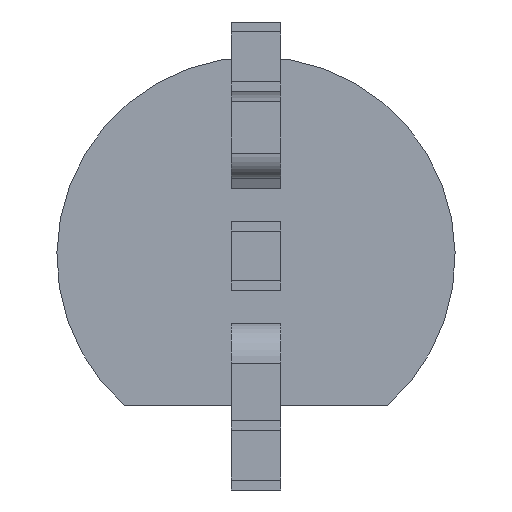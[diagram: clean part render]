
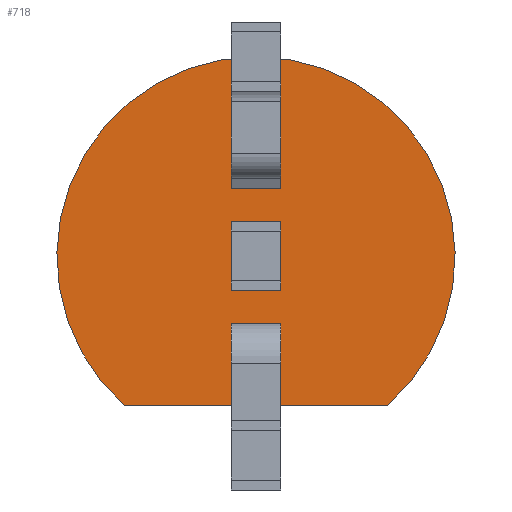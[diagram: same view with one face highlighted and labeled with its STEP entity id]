
A CAD part, front view. The second image highlights one B-rep face of the part: STEP entity #718.
In plain terms, the highlighted planar face has unit normal (0, -1, 0).
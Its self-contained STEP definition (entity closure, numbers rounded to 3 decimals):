
#346 = EDGE_CURVE ( 'NONE', #347, #21256, #4387, .T. ) ;
#347 = VERTEX_POINT ( 'NONE', #4383 ) ;
#478 = VERTEX_POINT ( 'NONE', #4807 ) ;
#479 = ORIENTED_EDGE ( 'NONE', *, *, #558, .F. ) ;
#486 = VERTEX_POINT ( 'NONE', #4835 ) ;
#487 = EDGE_CURVE ( 'NONE', #486, #478, #4836, .T. ) ;
#501 = ORIENTED_EDGE ( 'NONE', *, *, #502, .T. ) ;
#502 = EDGE_CURVE ( 'NONE', #568, #478, #4938, .T. ) ;
#503 = EDGE_LOOP ( 'NONE', ( #522, #569 ) ) ;
#504 = EDGE_CURVE ( 'NONE', #560, #568, #4934, .T. ) ;
#522 = ORIENTED_EDGE ( 'NONE', *, *, #827, .T. ) ;
#558 = EDGE_CURVE ( 'NONE', #560, #486, #5077, .T. ) ;
#559 = ORIENTED_EDGE ( 'NONE', *, *, #504, .T. ) ;
#560 = VERTEX_POINT ( 'NONE', #5073 ) ;
#568 = VERTEX_POINT ( 'NONE', #5113 ) ;
#569 = ORIENTED_EDGE ( 'NONE', *, *, #760, .F. ) ;
#706 = EDGE_CURVE ( 'NONE', #792, #707, #5469, .T. ) ;
#707 = VERTEX_POINT ( 'NONE', #5465 ) ;
#708 = ORIENTED_EDGE ( 'NONE', *, *, #709, .F. ) ;
#709 = EDGE_CURVE ( 'NONE', #789, #707, #5464, .T. ) ;
#710 = EDGE_LOOP ( 'NONE', ( #711, #777, #779, #822 ) ) ;
#711 = ORIENTED_EDGE ( 'NONE', *, *, #775, .F. ) ;
#712 = VERTEX_POINT ( 'NONE', #5460 ) ;
#718 = ADVANCED_FACE ( 'NONE', ( #5453, #5452, #5451, #5450 ), #5501, .F. ) ;
#719 = ORIENTED_EDGE ( 'NONE', *, *, #787, .F. ) ;
#760 = EDGE_CURVE ( 'NONE', #828, #766, #5569, .T. ) ;
#764 = EDGE_LOOP ( 'NONE', ( #719, #790, #793, #708 ) ) ;
#766 = VERTEX_POINT ( 'NONE', #5564 ) ;
#775 = EDGE_CURVE ( 'NONE', #347, #712, #5612, .T. ) ;
#777 = ORIENTED_EDGE ( 'NONE', *, *, #346, .T. ) ;
#779 = ORIENTED_EDGE ( 'NONE', *, *, #780, .T. ) ;
#780 = EDGE_CURVE ( 'NONE', #21256, #781, #5606, .T. ) ;
#781 = VERTEX_POINT ( 'NONE', #5602 ) ;
#787 = EDGE_CURVE ( 'NONE', #788, #789, #5652, .T. ) ;
#788 = VERTEX_POINT ( 'NONE', #5648 ) ;
#789 = VERTEX_POINT ( 'NONE', #5647 ) ;
#790 = ORIENTED_EDGE ( 'NONE', *, *, #791, .T. ) ;
#791 = EDGE_CURVE ( 'NONE', #788, #792, #5646, .T. ) ;
#792 = VERTEX_POINT ( 'NONE', #5642 ) ;
#793 = ORIENTED_EDGE ( 'NONE', *, *, #706, .T. ) ;
#822 = ORIENTED_EDGE ( 'NONE', *, *, #20916, .F. ) ;
#827 = EDGE_CURVE ( 'NONE', #828, #766, #5717, .T. ) ;
#828 = VERTEX_POINT ( 'NONE', #5772 ) ;
#4383 = CARTESIAN_POINT ( 'NONE',  ( 0.25, 0., 0.25 ) ) ;
#4384 = DIRECTION ( 'NONE',  ( 0., 0., -1. ) ) ;
#4385 = VECTOR ( 'NONE', #4384, 1000. ) ;
#4386 = CARTESIAN_POINT ( 'NONE',  ( 0.25, 0., -23.945 ) ) ;
#4387 = LINE ( 'NONE', #4386, #4385 ) ;
#4807 = CARTESIAN_POINT ( 'NONE',  ( -0.25, 0., 1.177 ) ) ;
#4835 = CARTESIAN_POINT ( 'NONE',  ( 0.25, 0., 1.177 ) ) ;
#4836 = LINE ( 'NONE', #4895, #4894 ) ;
#4893 = DIRECTION ( 'NONE',  ( -1., 0., 0. ) ) ;
#4894 = VECTOR ( 'NONE', #4893, 1000. ) ;
#4895 = CARTESIAN_POINT ( 'NONE',  ( 0.25, 0., 1.177 ) ) ;
#4931 = DIRECTION ( 'NONE',  ( -1., 0., 0. ) ) ;
#4932 = VECTOR ( 'NONE', #4931, 1000. ) ;
#4933 = CARTESIAN_POINT ( 'NONE',  ( 0.25, 0., 0.677 ) ) ;
#4934 = LINE ( 'NONE', #4933, #4932 ) ;
#4935 = DIRECTION ( 'NONE',  ( 0., 0., 1. ) ) ;
#4936 = VECTOR ( 'NONE', #4935, 1000. ) ;
#4937 = CARTESIAN_POINT ( 'NONE',  ( -0.25, 0., -23.945 ) ) ;
#4938 = LINE ( 'NONE', #4937, #4936 ) ;
#5073 = CARTESIAN_POINT ( 'NONE',  ( 0.25, 0., 0.677 ) ) ;
#5074 = DIRECTION ( 'NONE',  ( 0., 0., 1. ) ) ;
#5075 = VECTOR ( 'NONE', #5074, 1000. ) ;
#5076 = CARTESIAN_POINT ( 'NONE',  ( 0.25, 0., -23.945 ) ) ;
#5077 = LINE ( 'NONE', #5076, #5075 ) ;
#5113 = CARTESIAN_POINT ( 'NONE',  ( -0.25, 0., 0.677 ) ) ;
#5450 = FACE_OUTER_BOUND ( 'NONE', #503, .T. ) ;
#5451 = FACE_BOUND ( 'NONE', #20878, .T. ) ;
#5452 = FACE_BOUND ( 'NONE', #710, .T. ) ;
#5453 = FACE_BOUND ( 'NONE', #764, .T. ) ;
#5460 = CARTESIAN_POINT ( 'NONE',  ( -0.25, 0., 0.25 ) ) ;
#5461 = DIRECTION ( 'NONE',  ( 0., 0., -1. ) ) ;
#5462 = VECTOR ( 'NONE', #5461, 1000. ) ;
#5463 = CARTESIAN_POINT ( 'NONE',  ( -0.25, 0., -23.945 ) ) ;
#5464 = LINE ( 'NONE', #5463, #5462 ) ;
#5465 = CARTESIAN_POINT ( 'NONE',  ( -0.25, 0., -1.177 ) ) ;
#5466 = DIRECTION ( 'NONE',  ( -1., 0., 0. ) ) ;
#5467 = VECTOR ( 'NONE', #5466, 1000. ) ;
#5468 = CARTESIAN_POINT ( 'NONE',  ( 0.25, 0., -1.177 ) ) ;
#5469 = LINE ( 'NONE', #5468, #5467 ) ;
#5497 = DIRECTION ( 'NONE',  ( 0., 0., 1. ) ) ;
#5498 = DIRECTION ( 'NONE',  ( 0., 1., 0. ) ) ;
#5499 = CARTESIAN_POINT ( 'NONE',  ( -4.541, 0., 0. ) ) ;
#5500 = AXIS2_PLACEMENT_3D ( 'NONE', #5499, #5498, #5497 ) ;
#5501 = PLANE ( 'NONE',  #5500 ) ;
#5564 = CARTESIAN_POINT ( 'NONE',  ( 1.323, 0., -1.5 ) ) ;
#5565 = DIRECTION ( 'NONE',  ( 0., 0., 1. ) ) ;
#5566 = DIRECTION ( 'NONE',  ( 0., 1., 0. ) ) ;
#5567 = CARTESIAN_POINT ( 'NONE',  ( 0., 0., 0. ) ) ;
#5568 = AXIS2_PLACEMENT_3D ( 'NONE', #5567, #5566, #5565 ) ;
#5569 = CIRCLE ( 'NONE', #5568, 2. ) ;
#5602 = CARTESIAN_POINT ( 'NONE',  ( -0.25, 0., -0.25 ) ) ;
#5603 = DIRECTION ( 'NONE',  ( -1., 0., 0. ) ) ;
#5604 = VECTOR ( 'NONE', #5603, 1000. ) ;
#5605 = CARTESIAN_POINT ( 'NONE',  ( 0.25, 0., -0.25 ) ) ;
#5606 = LINE ( 'NONE', #5605, #5604 ) ;
#5609 = DIRECTION ( 'NONE',  ( -1., 0., 0. ) ) ;
#5610 = VECTOR ( 'NONE', #5609, 1000. ) ;
#5611 = CARTESIAN_POINT ( 'NONE',  ( 0.25, 0., 0.25 ) ) ;
#5612 = LINE ( 'NONE', #5611, #5610 ) ;
#5642 = CARTESIAN_POINT ( 'NONE',  ( 0.25, 0., -1.177 ) ) ;
#5643 = DIRECTION ( 'NONE',  ( 0., 0., -1. ) ) ;
#5644 = VECTOR ( 'NONE', #5643, 1000. ) ;
#5645 = CARTESIAN_POINT ( 'NONE',  ( 0.25, 0., -23.945 ) ) ;
#5646 = LINE ( 'NONE', #5645, #5644 ) ;
#5647 = CARTESIAN_POINT ( 'NONE',  ( -0.25, 0., -0.677 ) ) ;
#5648 = CARTESIAN_POINT ( 'NONE',  ( 0.25, 0., -0.677 ) ) ;
#5649 = DIRECTION ( 'NONE',  ( -1., 0., 0. ) ) ;
#5650 = VECTOR ( 'NONE', #5649, 1000. ) ;
#5651 = CARTESIAN_POINT ( 'NONE',  ( 0.25, 0., -0.677 ) ) ;
#5652 = LINE ( 'NONE', #5651, #5650 ) ;
#5710 = DIRECTION ( 'NONE',  ( 1., 0., 0. ) ) ;
#5711 = VECTOR ( 'NONE', #5710, 1000. ) ;
#5712 = CARTESIAN_POINT ( 'NONE',  ( -4.541, 0., -1.5 ) ) ;
#5717 = LINE ( 'NONE', #5712, #5711 ) ;
#5772 = CARTESIAN_POINT ( 'NONE',  ( -1.323, 0., -1.5 ) ) ;
#19309 = DIRECTION ( 'NONE',  ( 0., 0., -1. ) ) ;
#19310 = VECTOR ( 'NONE', #19309, 1000. ) ;
#19311 = CARTESIAN_POINT ( 'NONE',  ( -0.25, 0., -23.945 ) ) ;
#19312 = LINE ( 'NONE', #19311, #19310 ) ;
#20549 = CARTESIAN_POINT ( 'NONE',  ( 0.25, 0., -0.25 ) ) ;
#20876 = ORIENTED_EDGE ( 'NONE', *, *, #487, .F. ) ;
#20878 = EDGE_LOOP ( 'NONE', ( #20876, #479, #559, #501 ) ) ;
#20916 = EDGE_CURVE ( 'NONE', #712, #781, #19312, .T. ) ;
#21256 = VERTEX_POINT ( 'NONE', #20549 ) ;
